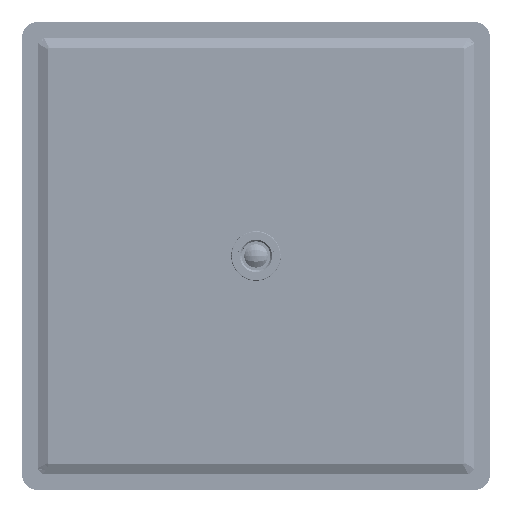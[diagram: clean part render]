
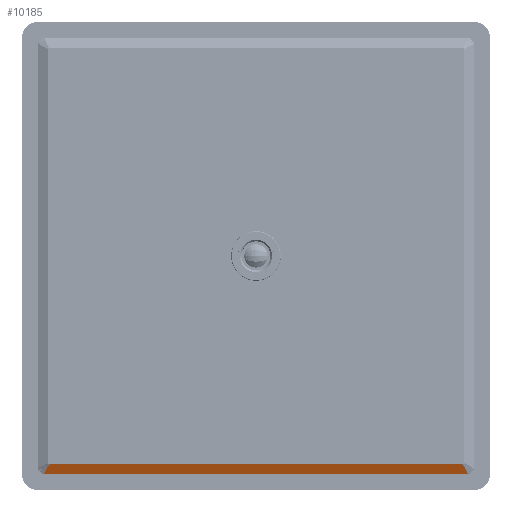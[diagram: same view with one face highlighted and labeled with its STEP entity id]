
A CAD part, top view. The second image highlights one B-rep face of the part: STEP entity #10185.
In plain terms, the highlighted planar face has unit normal (0, -0.423, 0.906).
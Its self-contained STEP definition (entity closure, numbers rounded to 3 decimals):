
#1958 = DIRECTION ( 'NONE',  ( 0., -0.423, 0.906 ) ) ;
#2469 = DIRECTION ( 'NONE',  ( 0., -0.906, -0.423 ) ) ;
#4639 = CARTESIAN_POINT ( 'NONE',  ( 121.147, -127.429, 5. ) ) ;
#4657 = CARTESIAN_POINT ( 'NONE',  ( -146.983, -133.862, 2. ) ) ;
#4841 = CARTESIAN_POINT ( 'NONE',  ( -142.785, -127.429, 5. ) ) ;
#4880 = B_SPLINE_CURVE_WITH_KNOTS ( 'NONE', 3,
 ( #76009, #98817, #75490, #51221, #27403, #76528, #4657 ),
 .UNSPECIFIED., .F., .F.,
 ( 4, 3, 4 ),
 ( 0.177, 0.178, 0.185 ),
 .UNSPECIFIED. ) ;
#10185 = ADVANCED_FACE ( 'NONE', ( #16984 ), #56817, .T. ) ;
#16984 = FACE_OUTER_BOUND ( 'NONE', #98126, .T. ) ;
#20923 = VECTOR ( 'NONE', #65978, 1000. ) ;
#22548 = ORIENTED_EDGE ( 'NONE', *, *, #24985, .T. ) ;
#22637 = CARTESIAN_POINT ( 'NONE',  ( 124.206, -131.942, 2.895 ) ) ;
#24985 = EDGE_CURVE ( 'NONE', #39911, #58372, #64443, .T. ) ;
#27403 = CARTESIAN_POINT ( 'NONE',  ( -145.074, -129.719, 3.932 ) ) ;
#27762 = VERTEX_POINT ( 'NONE', #4639 ) ;
#28449 = AXIS2_PLACEMENT_3D ( 'NONE', #80602, #1958, #2469 ) ;
#30471 = DIRECTION ( 'NONE',  ( 1., 0., 0. ) ) ;
#31532 = EDGE_CURVE ( 'NONE', #44187, #39911, #4880, .T. ) ;
#32818 = B_SPLINE_CURVE_WITH_KNOTS ( 'NONE', 3,
 ( #70210, #22637, #80038, #77985, #86295, #72253, #56261 ),
 .UNSPECIFIED., .F., .F.,
 ( 4, 3, 4 ),
 ( 0.18, 0.187, 0.188 ),
 .UNSPECIFIED. ) ;
#34163 = VECTOR ( 'NONE', #30471, 1000. ) ;
#38218 = CARTESIAN_POINT ( 'NONE',  ( -146.983, -133.862, 2. ) ) ;
#39911 = VERTEX_POINT ( 'NONE', #38218 ) ;
#44187 = VERTEX_POINT ( 'NONE', #4841 ) ;
#48427 = CARTESIAN_POINT ( 'NONE',  ( 129.181, -133.862, 2. ) ) ;
#51221 = CARTESIAN_POINT ( 'NONE',  ( -143.507, -128.151, 4.663 ) ) ;
#56261 = CARTESIAN_POINT ( 'NONE',  ( 121.147, -127.429, 5. ) ) ;
#56817 = PLANE ( 'NONE',  #28449 ) ;
#58372 = VERTEX_POINT ( 'NONE', #74004 ) ;
#61490 = ORIENTED_EDGE ( 'NONE', *, *, #31532, .T. ) ;
#64443 = LINE ( 'NONE', #48427, #20923 ) ;
#65978 = DIRECTION ( 'NONE',  ( 1., 0., 0. ) ) ;
#66973 = ORIENTED_EDGE ( 'NONE', *, *, #71653, .T. ) ;
#69097 = ORIENTED_EDGE ( 'NONE', *, *, #87388, .F. ) ;
#69775 = LINE ( 'NONE', #101361, #34163 ) ;
#70210 = CARTESIAN_POINT ( 'NONE',  ( 125.345, -133.862, 2. ) ) ;
#71653 = EDGE_CURVE ( 'NONE', #58372, #27762, #32818, .T. ) ;
#72253 = CARTESIAN_POINT ( 'NONE',  ( 121.387, -127.67, 4.888 ) ) ;
#74004 = CARTESIAN_POINT ( 'NONE',  ( 125.345, -133.862, 2. ) ) ;
#75490 = CARTESIAN_POINT ( 'NONE',  ( -143.266, -127.91, 4.776 ) ) ;
#76009 = CARTESIAN_POINT ( 'NONE',  ( -142.785, -127.429, 5. ) ) ;
#76528 = CARTESIAN_POINT ( 'NONE',  ( -145.844, -131.942, 2.895 ) ) ;
#77985 = CARTESIAN_POINT ( 'NONE',  ( 121.869, -128.151, 4.663 ) ) ;
#80038 = CARTESIAN_POINT ( 'NONE',  ( 123.436, -129.719, 3.932 ) ) ;
#80602 = CARTESIAN_POINT ( 'NONE',  ( 129.181, -133.862, 2. ) ) ;
#86295 = CARTESIAN_POINT ( 'NONE',  ( 121.628, -127.91, 4.776 ) ) ;
#87388 = EDGE_CURVE ( 'NONE', #44187, #27762, #69775, .T. ) ;
#98126 = EDGE_LOOP ( 'NONE', ( #22548, #66973, #69097, #61490 ) ) ;
#98817 = CARTESIAN_POINT ( 'NONE',  ( -143.025, -127.67, 4.888 ) ) ;
#101361 = CARTESIAN_POINT ( 'NONE',  ( -10.819, -127.429, 5. ) ) ;
